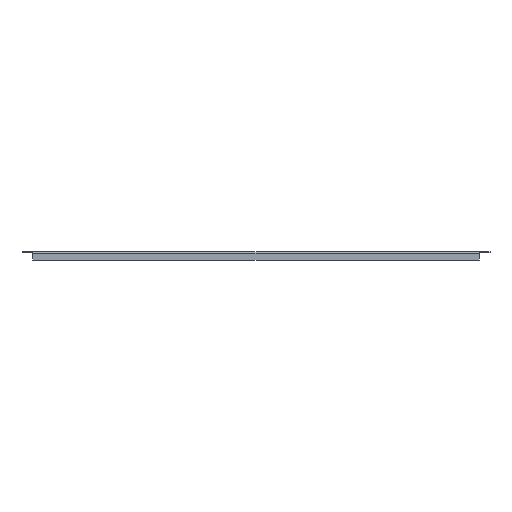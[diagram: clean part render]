
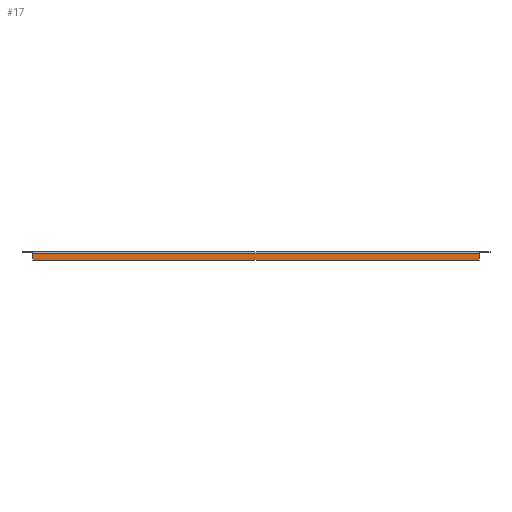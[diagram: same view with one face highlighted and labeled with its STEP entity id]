
A CAD part, front view. The second image highlights one B-rep face of the part: STEP entity #17.
In plain terms, the highlighted planar face has unit normal (0, -1, 0).
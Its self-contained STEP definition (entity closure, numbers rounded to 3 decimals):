
#16 = DIRECTION ( 'NONE',  ( -1., 0., 0. ) ) ;
#17 = ADVANCED_FACE ( 'NONE', ( #1239 ), #1805, .T. ) ;
#75 = EDGE_CURVE ( 'NONE', #1353, #490, #562, .T. ) ;
#95 = VERTEX_POINT ( 'NONE', #140 ) ;
#121 = LINE ( 'NONE', #1270, #524 ) ;
#140 = CARTESIAN_POINT ( 'NONE',  ( 1111.5, -275.5, -20. ) ) ;
#318 = VECTOR ( 'NONE', #658, 1000. ) ;
#399 = ORIENTED_EDGE ( 'NONE', *, *, #1648, .F. ) ;
#407 = CARTESIAN_POINT ( 'NONE',  ( 0., -275.5, 0. ) ) ;
#487 = ORIENTED_EDGE ( 'NONE', *, *, #75, .F. ) ;
#490 = VERTEX_POINT ( 'NONE', #685 ) ;
#524 = VECTOR ( 'NONE', #16, 1000. ) ;
#540 = CARTESIAN_POINT ( 'NONE',  ( 26., -275.5, -20. ) ) ;
#562 = LINE ( 'NONE', #1519, #962 ) ;
#582 = VECTOR ( 'NONE', #974, 1000. ) ;
#658 = DIRECTION ( 'NONE',  ( 0., 0., -1. ) ) ;
#664 = ORIENTED_EDGE ( 'NONE', *, *, #881, .F. ) ;
#685 = CARTESIAN_POINT ( 'NONE',  ( 26., -275.5, -3.5 ) ) ;
#845 = LINE ( 'NONE', #540, #582 ) ;
#881 = EDGE_CURVE ( 'NONE', #1746, #95, #1230, .T. ) ;
#962 = VECTOR ( 'NONE', #1543, 1000. ) ;
#974 = DIRECTION ( 'NONE',  ( -1., 0., 0. ) ) ;
#1039 = CARTESIAN_POINT ( 'NONE',  ( 1111.5, -275.5, -3.5 ) ) ;
#1101 = DIRECTION ( 'NONE',  ( 0., -1., 0. ) ) ;
#1102 = CARTESIAN_POINT ( 'NONE',  ( 1111.5, -275.5, -20. ) ) ;
#1230 = LINE ( 'NONE', #1102, #318 ) ;
#1239 = FACE_OUTER_BOUND ( 'NONE', #1326, .T. ) ;
#1270 = CARTESIAN_POINT ( 'NONE',  ( 0., -275.5, -3.5 ) ) ;
#1326 = EDGE_LOOP ( 'NONE', ( #664, #1774, #487, #399 ) ) ;
#1353 = VERTEX_POINT ( 'NONE', #1410 ) ;
#1375 = DIRECTION ( 'NONE',  ( 0., 0., -1. ) ) ;
#1410 = CARTESIAN_POINT ( 'NONE',  ( 26., -275.5, -20. ) ) ;
#1519 = CARTESIAN_POINT ( 'NONE',  ( 26., -275.5, -2.5 ) ) ;
#1543 = DIRECTION ( 'NONE',  ( 0., 0., 1. ) ) ;
#1546 = AXIS2_PLACEMENT_3D ( 'NONE', #407, #1101, #1375 ) ;
#1648 = EDGE_CURVE ( 'NONE', #95, #1353, #845, .T. ) ;
#1682 = EDGE_CURVE ( 'NONE', #1746, #490, #121, .T. ) ;
#1746 = VERTEX_POINT ( 'NONE', #1039 ) ;
#1774 = ORIENTED_EDGE ( 'NONE', *, *, #1682, .T. ) ;
#1805 = PLANE ( 'NONE',  #1546 ) ;
